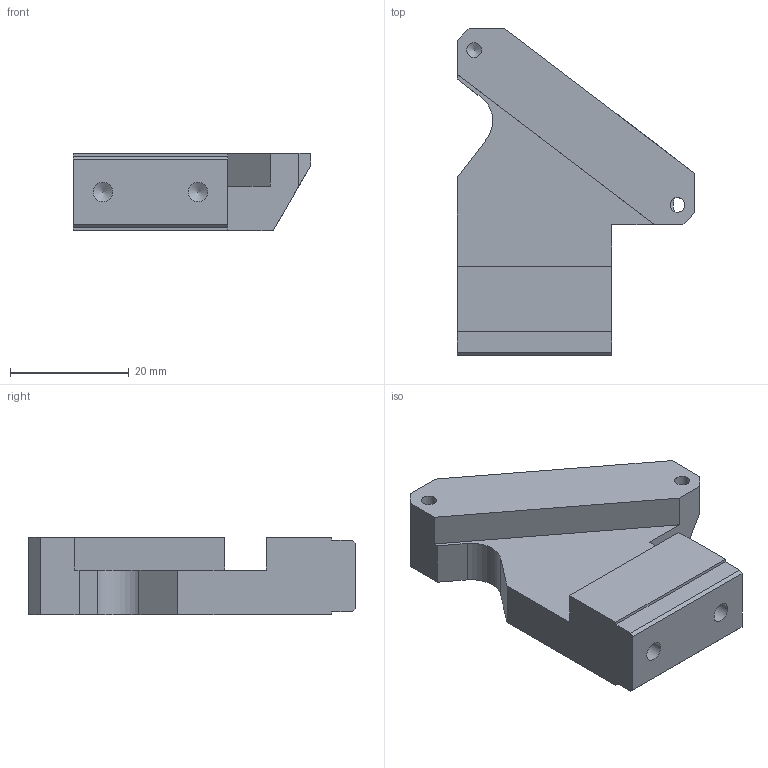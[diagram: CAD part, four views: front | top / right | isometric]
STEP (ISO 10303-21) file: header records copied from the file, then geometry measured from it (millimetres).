
FILE_DESCRIPTION (( 'STEP AP214' ), '1' );
FILE_NAME ('support_left_encoder_top.STEP', '2021-04-15T07:49:18', ( '' ), ( '' ), 'SwSTEP 2.0', 'SolidWorks 2020', '' );
FILE_SCHEMA (( 'AUTOMOTIVE_DESIGN' ));
Length unit declared in the file: millimetre
Products named in the file (1): support_left_encoder_top
Bounding box: 40 x 55 x 13 mm (x, y, z)
Volume: 15001.1 mm3; surface area: 5464.7 mm2
Topology: 1 solids, 1 shells, 34 faces, 93 edges, 61 vertices
Faces by surface type: plane 25, cylinder 5, cone 4
Full cylindrical faces by diameter (mm): 2.5 x2, 3.3 x2
Entity records: 1086 total; most frequent: CARTESIAN_POINT 191, ORIENTED_EDGE 164, DIRECTION 160, EDGE_CURVE 82, VECTOR 70, LINE 70, VERTEX_POINT 57, AXIS2_PLACEMENT_3D 45
